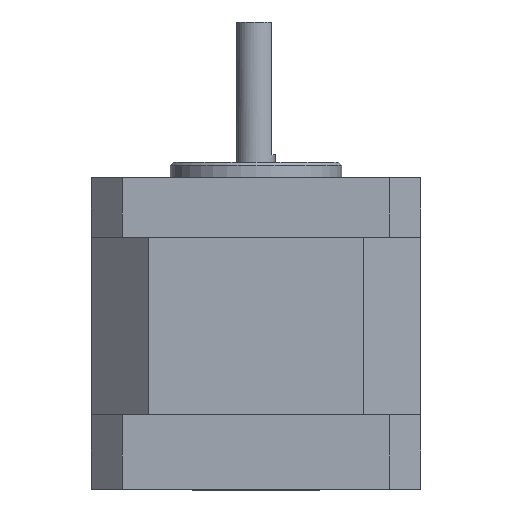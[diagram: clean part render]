
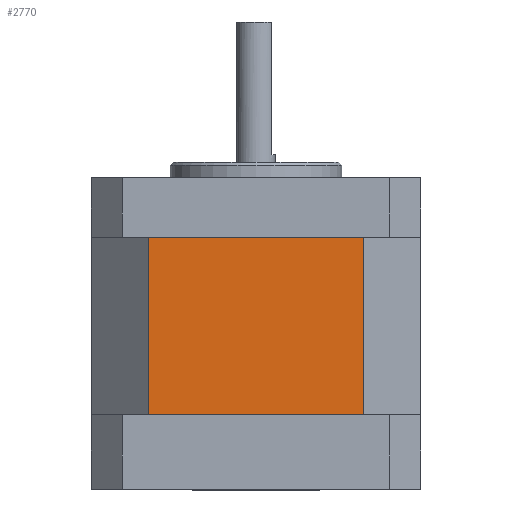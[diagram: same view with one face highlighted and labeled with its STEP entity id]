
A CAD part, top view. The second image highlights one B-rep face of the part: STEP entity #2770.
In plain terms, the highlighted planar face has unit normal (0, 0, 1).
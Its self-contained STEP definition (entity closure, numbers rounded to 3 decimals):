
#2175 = VERTEX_POINT('',#2176);
#2176 = CARTESIAN_POINT('',(-65.363,-210.189,
    312.164));
#2183 = PLANE('',#2184);
#2184 = AXIS2_PLACEMENT_3D('',#2185,#2186,#2187);
#2185 = CARTESIAN_POINT('',(-61.663,-221.564,
    308.464));
#2186 = DIRECTION('',(0.707,0.,0.707
    ));
#2187 = DIRECTION('',(0.,1.,0.));
#2195 = PLANE('',#2196);
#2196 = AXIS2_PLACEMENT_3D('',#2197,#2198,#2199);
#2197 = CARTESIAN_POINT('',(-79.113,-210.189,
    291.014));
#2198 = DIRECTION('',(0.,1.,0.));
#2199 = DIRECTION('',(0.,0.,-1.));
#2207 = EDGE_CURVE('',#2175,#2208,#2210,.T.);
#2208 = VERTEX_POINT('',#2209);
#2209 = CARTESIAN_POINT('',(-65.363,-232.939,
    312.164));
#2210 = SURFACE_CURVE('',#2211,(#2215,#2222),.PCURVE_S1.);
#2211 = LINE('',#2212,#2213);
#2212 = CARTESIAN_POINT('',(-65.363,-210.189,
    312.164));
#2213 = VECTOR('',#2214,1.);
#2214 = DIRECTION('',(0.,-1.,0.));
#2215 = PCURVE('',#2183,#2216);
#2216 = DEFINITIONAL_REPRESENTATION('',(#2217),#2221);
#2217 = LINE('',#2218,#2219);
#2218 = CARTESIAN_POINT('',(11.375,5.233));
#2219 = VECTOR('',#2220,1.);
#2220 = DIRECTION('',(-1.,0.));
#2221 = ( GEOMETRIC_REPRESENTATION_CONTEXT(2) 
PARAMETRIC_REPRESENTATION_CONTEXT() REPRESENTATION_CONTEXT('2D SPACE',''
  ) );
#2222 = PCURVE('',#2223,#2228);
#2223 = PLANE('',#2224);
#2224 = AXIS2_PLACEMENT_3D('',#2225,#2226,#2227);
#2225 = CARTESIAN_POINT('',(-57.963,-221.564,
    312.164));
#2226 = DIRECTION('',(0.,0.,1.));
#2227 = DIRECTION('',(0.,1.,0.));
#2228 = DEFINITIONAL_REPRESENTATION('',(#2229),#2233);
#2229 = LINE('',#2230,#2231);
#2230 = CARTESIAN_POINT('',(11.375,7.4));
#2231 = VECTOR('',#2232,1.);
#2232 = DIRECTION('',(-1.,0.));
#2233 = ( GEOMETRIC_REPRESENTATION_CONTEXT(2) 
PARAMETRIC_REPRESENTATION_CONTEXT() REPRESENTATION_CONTEXT('2D SPACE',''
  ) );
#2251 = PLANE('',#2252);
#2252 = AXIS2_PLACEMENT_3D('',#2253,#2254,#2255);
#2253 = CARTESIAN_POINT('',(-79.113,-232.939,
    291.014));
#2254 = DIRECTION('',(0.,1.,0.));
#2255 = DIRECTION('',(0.,0.,-1.));
#2369 = EDGE_CURVE('',#2370,#2208,#2372,.T.);
#2370 = VERTEX_POINT('',#2371);
#2371 = CARTESIAN_POINT('',(-92.863,-232.939,
    312.164));
#2372 = SURFACE_CURVE('',#2373,(#2377,#2384),.PCURVE_S1.);
#2373 = LINE('',#2374,#2375);
#2374 = CARTESIAN_POINT('',(-92.863,-232.939,
    312.164));
#2375 = VECTOR('',#2376,1.);
#2376 = DIRECTION('',(1.,0.,0.));
#2377 = PCURVE('',#2251,#2378);
#2378 = DEFINITIONAL_REPRESENTATION('',(#2379),#2383);
#2379 = LINE('',#2380,#2381);
#2380 = CARTESIAN_POINT('',(-21.15,13.75));
#2381 = VECTOR('',#2382,1.);
#2382 = DIRECTION('',(0.,-1.));
#2383 = ( GEOMETRIC_REPRESENTATION_CONTEXT(2) 
PARAMETRIC_REPRESENTATION_CONTEXT() REPRESENTATION_CONTEXT('2D SPACE',''
  ) );
#2384 = PCURVE('',#2223,#2385);
#2385 = DEFINITIONAL_REPRESENTATION('',(#2386),#2390);
#2386 = LINE('',#2387,#2388);
#2387 = CARTESIAN_POINT('',(-11.375,34.9));
#2388 = VECTOR('',#2389,1.);
#2389 = DIRECTION('',(0.,-1.));
#2390 = ( GEOMETRIC_REPRESENTATION_CONTEXT(2) 
PARAMETRIC_REPRESENTATION_CONTEXT() REPRESENTATION_CONTEXT('2D SPACE',''
  ) );
#2408 = PLANE('',#2409);
#2409 = AXIS2_PLACEMENT_3D('',#2410,#2411,#2412);
#2410 = CARTESIAN_POINT('',(-96.563,-221.564,
    308.464));
#2411 = DIRECTION('',(-0.707,0.,
    0.707));
#2412 = DIRECTION('',(0.,1.,0.));
#2628 = VERTEX_POINT('',#2629);
#2629 = CARTESIAN_POINT('',(-92.863,-210.189,
    312.164));
#2674 = EDGE_CURVE('',#2370,#2628,#2675,.T.);
#2675 = SURFACE_CURVE('',#2676,(#2680,#2687),.PCURVE_S1.);
#2676 = LINE('',#2677,#2678);
#2677 = CARTESIAN_POINT('',(-92.863,-232.939,
    312.164));
#2678 = VECTOR('',#2679,1.);
#2679 = DIRECTION('',(0.,1.,0.));
#2680 = PCURVE('',#2408,#2681);
#2681 = DEFINITIONAL_REPRESENTATION('',(#2682),#2686);
#2682 = LINE('',#2683,#2684);
#2683 = CARTESIAN_POINT('',(-11.375,-5.233));
#2684 = VECTOR('',#2685,1.);
#2685 = DIRECTION('',(1.,0.));
#2686 = ( GEOMETRIC_REPRESENTATION_CONTEXT(2) 
PARAMETRIC_REPRESENTATION_CONTEXT() REPRESENTATION_CONTEXT('2D SPACE',''
  ) );
#2687 = PCURVE('',#2223,#2688);
#2688 = DEFINITIONAL_REPRESENTATION('',(#2689),#2693);
#2689 = LINE('',#2690,#2691);
#2690 = CARTESIAN_POINT('',(-11.375,34.9));
#2691 = VECTOR('',#2692,1.);
#2692 = DIRECTION('',(1.,0.));
#2693 = ( GEOMETRIC_REPRESENTATION_CONTEXT(2) 
PARAMETRIC_REPRESENTATION_CONTEXT() REPRESENTATION_CONTEXT('2D SPACE',''
  ) );
#2770 = ADVANCED_FACE('',(#2771),#2223,.T.);
#2771 = FACE_BOUND('',#2772,.T.);
#2772 = EDGE_LOOP('',(#2773,#2774,#2795,#2796));
#2773 = ORIENTED_EDGE('',*,*,#2207,.F.);
#2774 = ORIENTED_EDGE('',*,*,#2775,.T.);
#2775 = EDGE_CURVE('',#2175,#2628,#2776,.T.);
#2776 = SURFACE_CURVE('',#2777,(#2781,#2788),.PCURVE_S1.);
#2777 = LINE('',#2778,#2779);
#2778 = CARTESIAN_POINT('',(-65.363,-210.189,
    312.164));
#2779 = VECTOR('',#2780,1.);
#2780 = DIRECTION('',(-1.,0.,0.));
#2781 = PCURVE('',#2223,#2782);
#2782 = DEFINITIONAL_REPRESENTATION('',(#2783),#2787);
#2783 = LINE('',#2784,#2785);
#2784 = CARTESIAN_POINT('',(11.375,7.4));
#2785 = VECTOR('',#2786,1.);
#2786 = DIRECTION('',(0.,1.));
#2787 = ( GEOMETRIC_REPRESENTATION_CONTEXT(2) 
PARAMETRIC_REPRESENTATION_CONTEXT() REPRESENTATION_CONTEXT('2D SPACE',''
  ) );
#2788 = PCURVE('',#2195,#2789);
#2789 = DEFINITIONAL_REPRESENTATION('',(#2790),#2794);
#2790 = LINE('',#2791,#2792);
#2791 = CARTESIAN_POINT('',(-21.15,-13.75));
#2792 = VECTOR('',#2793,1.);
#2793 = DIRECTION('',(0.,1.));
#2794 = ( GEOMETRIC_REPRESENTATION_CONTEXT(2) 
PARAMETRIC_REPRESENTATION_CONTEXT() REPRESENTATION_CONTEXT('2D SPACE',''
  ) );
#2795 = ORIENTED_EDGE('',*,*,#2674,.F.);
#2796 = ORIENTED_EDGE('',*,*,#2369,.T.);
